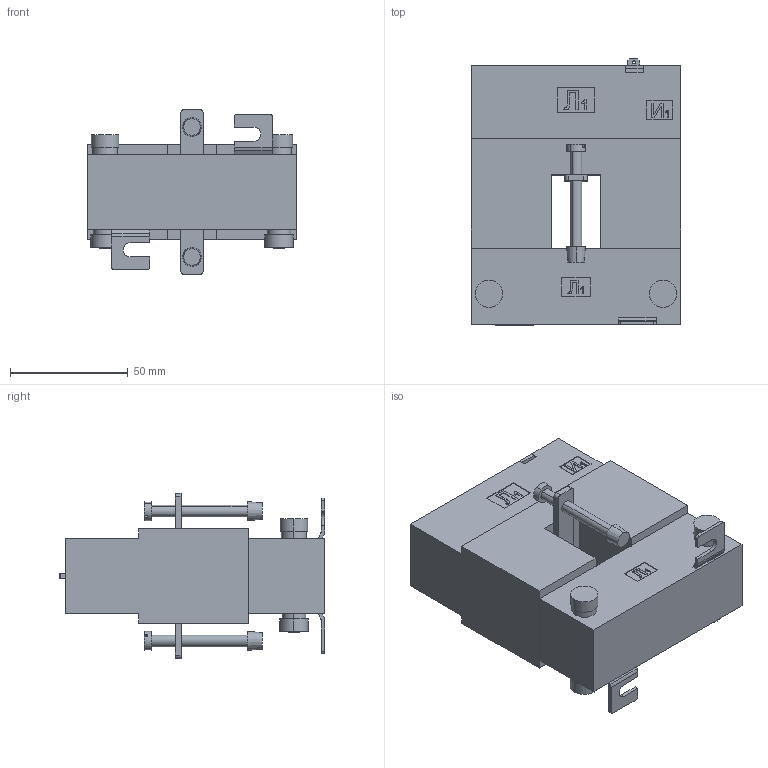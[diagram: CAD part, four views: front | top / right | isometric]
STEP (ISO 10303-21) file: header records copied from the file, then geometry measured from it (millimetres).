
FILE_DESCRIPTION (( 'STEP AP214' ), '1' );
FILE_NAME ('ITT23-2-D015-0300 Òðàíñôîðìàòîð òîêà ÒÐÏ-23 300_5 1,5ÂÀ êë. òî÷í. 0,5.STEP', '2018-01-31T08:48:34', ( '' ), ( '' ), 'SwSTEP 2.0', 'SolidWorks 2014', '' );
FILE_SCHEMA (( 'AUTOMOTIVE_DESIGN' ));
Length unit declared in the file: millimetre
Products named in the file (1): ITT23-2-D015-0300 Òðàíñôîðìàòîð òîêà ÒÐÏ-23 300_5 1,5ÂÀ êë. òî÷í. 0,5
Bounding box: 89 x 112.7 x 70 mm (x, y, z)
Volume: 295751 mm3; surface area: 62143.7 mm2
Topology: 5 solids, 5 shells, 554 faces, 1445 edges, 956 vertices
Faces by surface type: plane 412, cylinder 83, bspline 49, torus 6, cone 4
Entity records: 19307 total; most frequent: CARTESIAN_POINT 5731, ORIENTED_EDGE 2890, DIRECTION 2551, EDGE_CURVE 1445, LINE 1115, VECTOR 1115, VERTEX_POINT 956, AXIS2_PLACEMENT_3D 718
